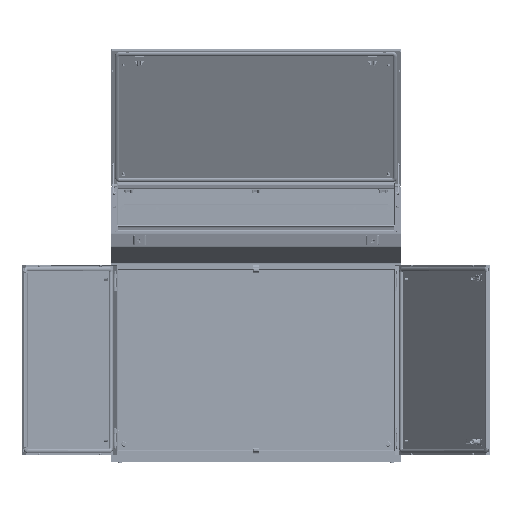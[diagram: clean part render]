
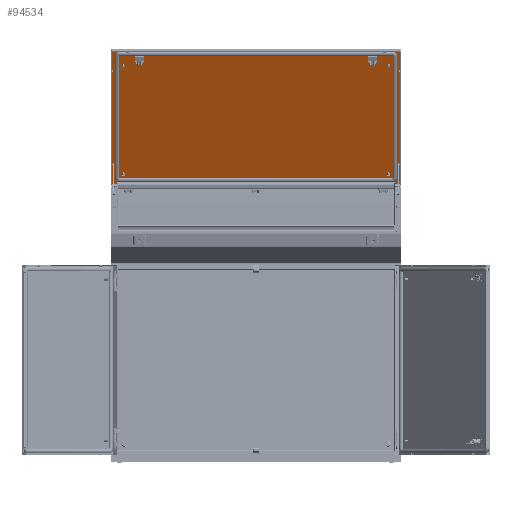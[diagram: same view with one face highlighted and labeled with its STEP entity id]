
A CAD part, top view. The second image highlights one B-rep face of the part: STEP entity #94534.
In plain terms, the highlighted face is planar.
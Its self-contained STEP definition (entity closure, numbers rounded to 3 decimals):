
#9488 = VERTEX_POINT ( 'NONE', #53673 ) ;
#9490 = VERTEX_POINT ( 'NONE', #53675 ) ;
#9494 = VERTEX_POINT ( 'NONE', #53678 ) ;
#9503 = VERTEX_POINT ( 'NONE', #53686 ) ;
#37548 = EDGE_LOOP ( 'NONE', ( #47320, #47321, #47322, #47323 ) ) ;
#47320 = ORIENTED_EDGE ( 'NONE', *, *, #119192, .F. ) ;
#47321 = ORIENTED_EDGE ( 'NONE', *, *, #119194, .F. ) ;
#47322 = ORIENTED_EDGE ( 'NONE', *, *, #119196, .F. ) ;
#47323 = ORIENTED_EDGE ( 'NONE', *, *, #119199, .F. ) ;
#53673 = CARTESIAN_POINT ( 'NONE',  ( -257.5, -495.5, 2. ) ) ;
#53675 = CARTESIAN_POINT ( 'NONE',  ( 257.5, -495.5, 2. ) ) ;
#53678 = CARTESIAN_POINT ( 'NONE',  ( 257.5, 495.5, 2. ) ) ;
#53686 = CARTESIAN_POINT ( 'NONE',  ( -257.5, 495.5, 2. ) ) ;
#94534 = ADVANCED_FACE ( 'NONE', ( #137359 ), #143282, .T. ) ;
#119192 = EDGE_CURVE ( 'NONE', #9490, #9488, #146454, .T. ) ;
#119194 = EDGE_CURVE ( 'NONE', #9494, #9490, #146446, .T. ) ;
#119196 = EDGE_CURVE ( 'NONE', #9503, #9494, #146459, .T. ) ;
#119199 = EDGE_CURVE ( 'NONE', #9488, #9503, #146466, .T. ) ;
#126014 = AXIS2_PLACEMENT_3D ( 'NONE', #143267, #143286, #143288 ) ;
#137359 = FACE_OUTER_BOUND ( 'NONE', #37548, .T. ) ;
#143267 = CARTESIAN_POINT ( 'NONE',  ( -258.5, -496.5, 2. ) ) ;
#143282 = PLANE ( 'NONE',  #126014 ) ;
#143286 = DIRECTION ( 'NONE',  ( 0., 0., 1. ) ) ;
#143288 = DIRECTION ( 'NONE',  ( 1., 0., 0. ) ) ;
#146446 = LINE ( 'NONE', #151926, #146469 ) ;
#146454 = LINE ( 'NONE', #151939, #146463 ) ;
#146459 = LINE ( 'NONE', #151923, #146474 ) ;
#146463 = VECTOR ( 'NONE', #151945, 1000. ) ;
#146466 = LINE ( 'NONE', #151942, #146481 ) ;
#146469 = VECTOR ( 'NONE', #151947, 1000. ) ;
#146474 = VECTOR ( 'NONE', #151955, 1000. ) ;
#146481 = VECTOR ( 'NONE', #151963, 1000. ) ;
#151923 = CARTESIAN_POINT ( 'NONE',  ( -258.5, 495.5, 2. ) ) ;
#151926 = CARTESIAN_POINT ( 'NONE',  ( 257.5, 495.5, 2. ) ) ;
#151939 = CARTESIAN_POINT ( 'NONE',  ( 258.5, -495.5, 2. ) ) ;
#151942 = CARTESIAN_POINT ( 'NONE',  ( -257.5, -495.5, 2. ) ) ;
#151945 = DIRECTION ( 'NONE',  ( -1., 0., 0. ) ) ;
#151947 = DIRECTION ( 'NONE',  ( 0., -1., 0. ) ) ;
#151955 = DIRECTION ( 'NONE',  ( 1., 0., 0. ) ) ;
#151963 = DIRECTION ( 'NONE',  ( 0., 1., 0. ) ) ;
